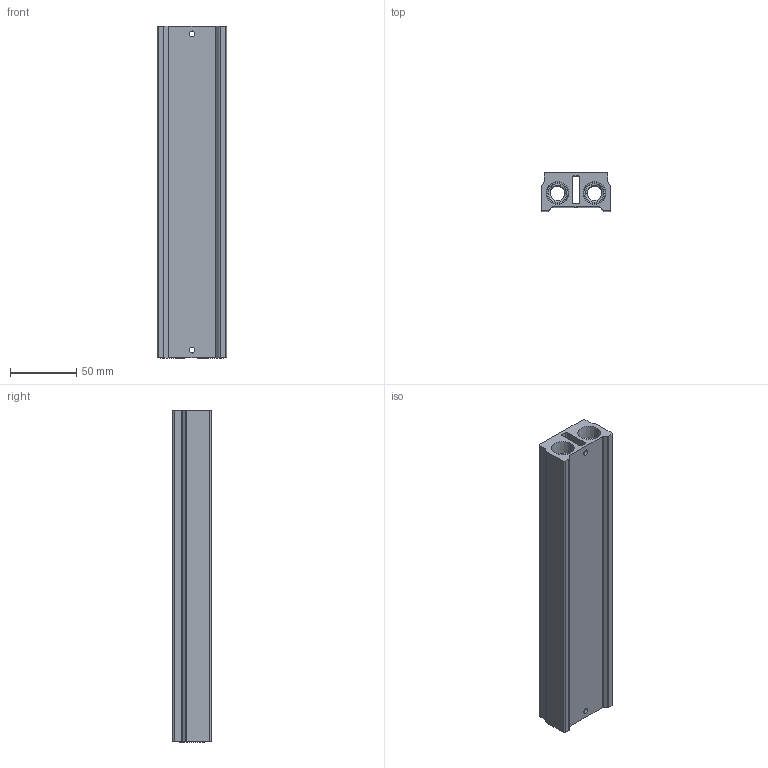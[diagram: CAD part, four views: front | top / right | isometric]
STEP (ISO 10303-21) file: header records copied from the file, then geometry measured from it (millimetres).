
FILE_DESCRIPTION (( 'STEP AP214' ), '1' );
FILE_NAME ('AM-338.step', '2016-07-27T15:08:21', ( '' ), ( '' ), 'SwSTEP 2.0', 'SolidWorks 2016', '' );
FILE_SCHEMA (( 'AUTOMOTIVE_DESIGN' ));
Length unit declared in the file: millimetre
Products named in the file (1): AM-338
Bounding box: 52 x 29 x 250 mm (x, y, z)
Volume: 225400.4 mm3; surface area: 78034.9 mm2
Topology: 1 solids, 1 shells, 210 faces, 572 edges, 344 vertices
Faces by surface type: cylinder 108, cone 68, plane 26, bspline 8
Entity records: 8514 total; most frequent: CARTESIAN_POINT 2919, DIRECTION 1098, ORIENTED_EDGE 1080, EDGE_CURVE 540, AXIS2_PLACEMENT_3D 443, VERTEX_POINT 344, EDGE_LOOP 268, CIRCLE 240
